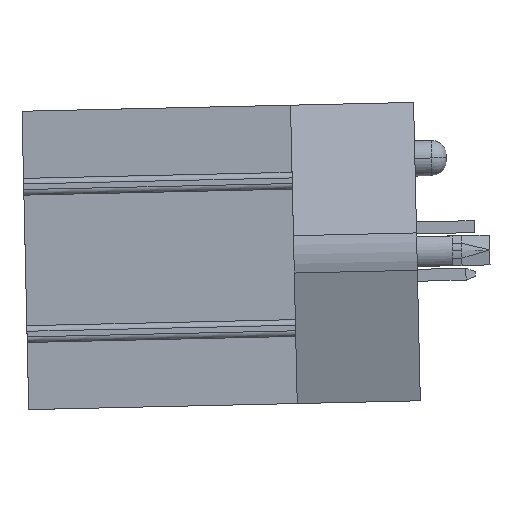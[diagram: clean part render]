
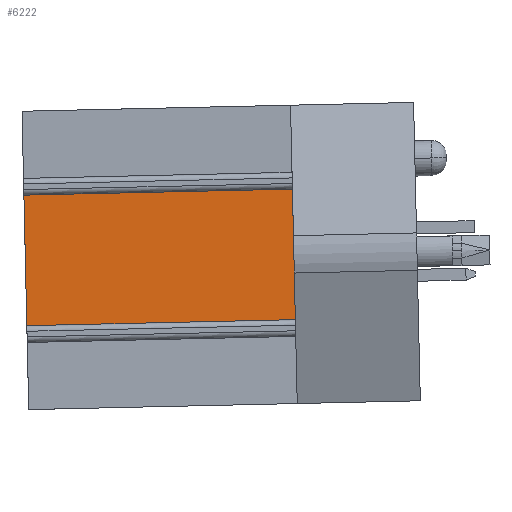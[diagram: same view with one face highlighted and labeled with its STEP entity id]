
A CAD part, front view. The second image highlights one B-rep face of the part: STEP entity #6222.
In plain terms, the highlighted planar face has unit normal (0, -1, 0).
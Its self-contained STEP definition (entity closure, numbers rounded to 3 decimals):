
#521 = PLANE ( 'NONE',  #19685 ) ;
#3331 = DIRECTION ( 'NONE',  ( 1., 0., 0.023 ) ) ;
#3935 = VERTEX_POINT ( 'NONE', #18344 ) ;
#4068 = EDGE_LOOP ( 'NONE', ( #15241, #8237, #13037, #11662 ) ) ;
#5660 = CARTESIAN_POINT ( 'NONE',  ( 1631.459, -69.25, 453.683 ) ) ;
#5865 = VERTEX_POINT ( 'NONE', #9608 ) ;
#5992 = EDGE_CURVE ( 'NONE', #3935, #5865, #9804, .T. ) ;
#6222 = ADVANCED_FACE ( 'NONE', ( #9786 ), #521, .T. ) ;
#6475 = CARTESIAN_POINT ( 'NONE',  ( 1630.701, -69.25, 460.668 ) ) ;
#7804 = VECTOR ( 'NONE', #3331, 1000. ) ;
#7827 = DIRECTION ( 'NONE',  ( -0.023, 0., 1. ) ) ;
#8237 = ORIENTED_EDGE ( 'NONE', *, *, #11182, .F. ) ;
#8635 = VERTEX_POINT ( 'NONE', #5660 ) ;
#9608 = CARTESIAN_POINT ( 'NONE',  ( 1645.697, -69.25, 461.006 ) ) ;
#9786 = FACE_OUTER_BOUND ( 'NONE', #4068, .T. ) ;
#9804 = LINE ( 'NONE', #6475, #7804 ) ;
#9828 = CARTESIAN_POINT ( 'NONE',  ( 1645.956, -69.25, 449.508 ) ) ;
#10684 = VERTEX_POINT ( 'NONE', #19053 ) ;
#10804 = DIRECTION ( 'NONE',  ( 0., -1., 0. ) ) ;
#11182 = EDGE_CURVE ( 'NONE', #8635, #3935, #14607, .T. ) ;
#11662 = ORIENTED_EDGE ( 'NONE', *, *, #15959, .T. ) ;
#11762 = CARTESIAN_POINT ( 'NONE',  ( 1630.859, -69.25, 453.669 ) ) ;
#12463 = DIRECTION ( 'NONE',  ( -0.023, 0., 1. ) ) ;
#13037 = ORIENTED_EDGE ( 'NONE', *, *, #16715, .T. ) ;
#13363 = DIRECTION ( 'NONE',  ( 1., 0., 0.023 ) ) ;
#14607 = LINE ( 'NONE', #18880, #15860 ) ;
#14889 = LINE ( 'NONE', #11762, #20668 ) ;
#15241 = ORIENTED_EDGE ( 'NONE', *, *, #5992, .F. ) ;
#15733 = DIRECTION ( 'NONE',  ( -1., 0., 0. ) ) ;
#15820 = CARTESIAN_POINT ( 'NONE',  ( 1645.956, -69.25, 449.508 ) ) ;
#15860 = VECTOR ( 'NONE', #12463, 1000. ) ;
#15959 = EDGE_CURVE ( 'NONE', #10684, #5865, #18713, .T. ) ;
#16198 = VECTOR ( 'NONE', #7827, 1000. ) ;
#16715 = EDGE_CURVE ( 'NONE', #8635, #10684, #14889, .T. ) ;
#18344 = CARTESIAN_POINT ( 'NONE',  ( 1631.301, -69.25, 460.681 ) ) ;
#18713 = LINE ( 'NONE', #15820, #16198 ) ;
#18880 = CARTESIAN_POINT ( 'NONE',  ( 1631.56, -69.25, 449.184 ) ) ;
#19053 = CARTESIAN_POINT ( 'NONE',  ( 1645.855, -69.25, 454.007 ) ) ;
#19685 = AXIS2_PLACEMENT_3D ( 'NONE', #9828, #10804, #15733 ) ;
#20668 = VECTOR ( 'NONE', #13363, 1000. ) ;
